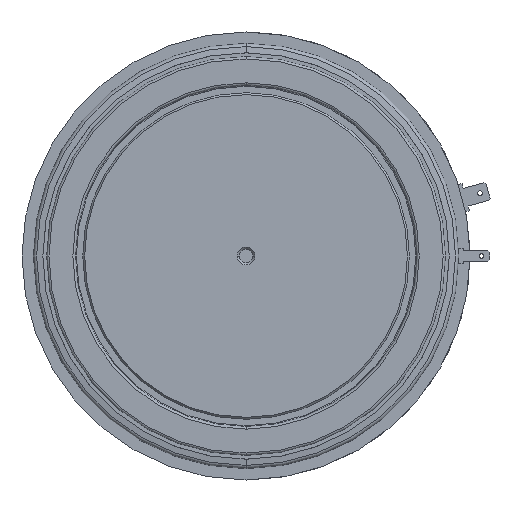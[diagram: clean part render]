
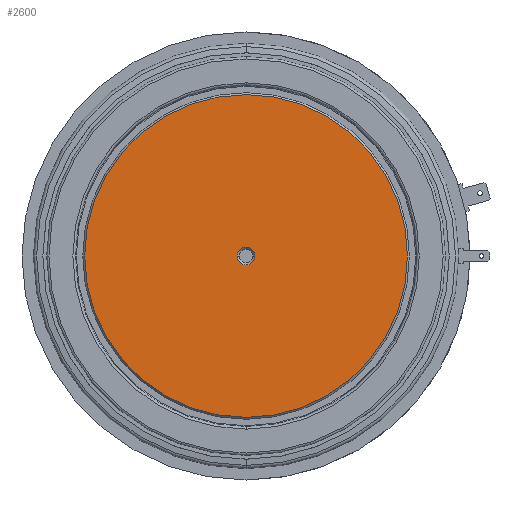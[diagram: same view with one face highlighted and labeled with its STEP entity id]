
A CAD part, front view. The second image highlights one B-rep face of the part: STEP entity #2600.
In plain terms, the highlighted planar face has unit normal (0, -1, 0).
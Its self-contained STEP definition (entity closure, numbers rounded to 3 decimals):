
#146 = CARTESIAN_POINT ( 'NONE',  ( -42.5, -26., 0. ) ) ;
#375 = CARTESIAN_POINT ( 'NONE',  ( 0., -26., 0. ) ) ;
#673 = ORIENTED_EDGE ( 'NONE', *, *, #4145, .T. ) ;
#853 = DIRECTION ( 'NONE',  ( 0., 1., 0. ) ) ;
#969 = VERTEX_POINT ( 'NONE', #3580 ) ;
#980 = VERTEX_POINT ( 'NONE', #7103 ) ;
#1035 = ORIENTED_EDGE ( 'NONE', *, *, #1302, .F. ) ;
#1238 = AXIS2_PLACEMENT_3D ( 'NONE', #5005, #853, #6789 ) ;
#1240 = CARTESIAN_POINT ( 'NONE',  ( 42.5, -26., 0. ) ) ;
#1302 = EDGE_CURVE ( 'NONE', #980, #1598, #5563, .T. ) ;
#1326 = ORIENTED_EDGE ( 'NONE', *, *, #5250, .T. ) ;
#1496 = DIRECTION ( 'NONE',  ( -1., 0., 0. ) ) ;
#1598 = VERTEX_POINT ( 'NONE', #1240 ) ;
#1881 = DIRECTION ( 'NONE',  ( 0., 1., 0. ) ) ;
#1885 = AXIS2_PLACEMENT_3D ( 'NONE', #375, #2645, #1496 ) ;
#1965 = EDGE_LOOP ( 'NONE', ( #1035, #7393 ) ) ;
#2207 = CARTESIAN_POINT ( 'NONE',  ( 0., -26., 0. ) ) ;
#2600 = ADVANCED_FACE ( 'NONE', ( #2836, #5874 ), #6925, .F. ) ;
#2622 = CIRCLE ( 'NONE', #1238, 2.35 ) ;
#2645 = DIRECTION ( 'NONE',  ( 0., 1., 0. ) ) ;
#2713 = DIRECTION ( 'NONE',  ( -1., 0., 0. ) ) ;
#2836 = FACE_OUTER_BOUND ( 'NONE', #1965, .T. ) ;
#3139 = EDGE_LOOP ( 'NONE', ( #673, #1326 ) ) ;
#3477 = AXIS2_PLACEMENT_3D ( 'NONE', #6786, #4388, #5032 ) ;
#3580 = CARTESIAN_POINT ( 'NONE',  ( -2.35, -26., 0. ) ) ;
#3605 = VERTEX_POINT ( 'NONE', #6809 ) ;
#4145 = EDGE_CURVE ( 'NONE', #3605, #969, #2622, .T. ) ;
#4378 = AXIS2_PLACEMENT_3D ( 'NONE', #146, #1881, #4752 ) ;
#4388 = DIRECTION ( 'NONE',  ( 0., 1., 0. ) ) ;
#4496 = DIRECTION ( 'NONE',  ( 0., 1., 0. ) ) ;
#4752 = DIRECTION ( 'NONE',  ( -1., 0., 0. ) ) ;
#5005 = CARTESIAN_POINT ( 'NONE',  ( 0., -26., 0. ) ) ;
#5032 = DIRECTION ( 'NONE',  ( -1., 0., 0. ) ) ;
#5250 = EDGE_CURVE ( 'NONE', #969, #3605, #6699, .T. ) ;
#5563 = CIRCLE ( 'NONE', #1885, 42.5 ) ;
#5601 = CIRCLE ( 'NONE', #7212, 42.5 ) ;
#5859 = EDGE_CURVE ( 'NONE', #1598, #980, #5601, .T. ) ;
#5874 = FACE_BOUND ( 'NONE', #3139, .T. ) ;
#6699 = CIRCLE ( 'NONE', #3477, 2.35 ) ;
#6786 = CARTESIAN_POINT ( 'NONE',  ( 0., -26., 0. ) ) ;
#6789 = DIRECTION ( 'NONE',  ( -1., 0., 0. ) ) ;
#6809 = CARTESIAN_POINT ( 'NONE',  ( 2.35, -26., 0. ) ) ;
#6925 = PLANE ( 'NONE',  #4378 ) ;
#7103 = CARTESIAN_POINT ( 'NONE',  ( -42.5, -26., 0. ) ) ;
#7212 = AXIS2_PLACEMENT_3D ( 'NONE', #2207, #4496, #2713 ) ;
#7393 = ORIENTED_EDGE ( 'NONE', *, *, #5859, .F. ) ;
